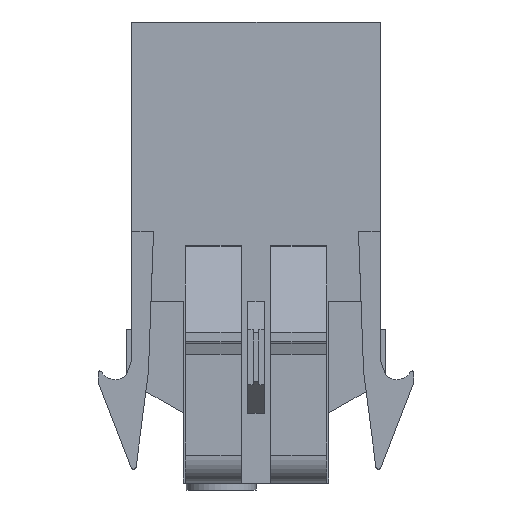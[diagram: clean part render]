
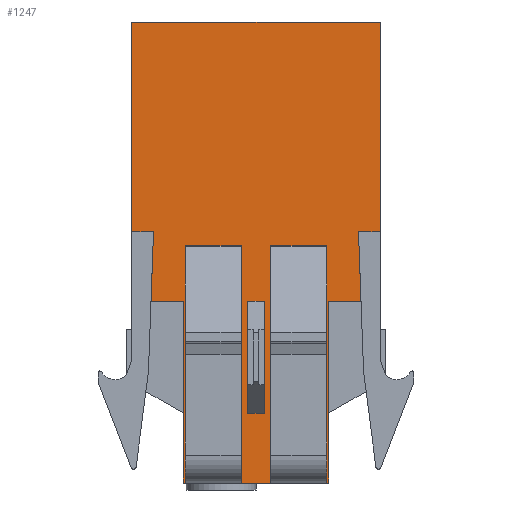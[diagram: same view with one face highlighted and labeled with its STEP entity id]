
A CAD part, front view. The second image highlights one B-rep face of the part: STEP entity #1247.
In plain terms, the highlighted planar face has unit normal (0, -1, 0).
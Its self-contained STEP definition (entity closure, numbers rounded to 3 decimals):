
#1085=AXIS2_PLACEMENT_3D('Plane Axis2P3D',#1082,#1083,#1084) ;
#97=CARTESIAN_POINT('Vertex',(6.1,5.9,0.5)) ;
#169=CARTESIAN_POINT('Vertex',(16.5,5.9,0.5)) ;
#172=CARTESIAN_POINT('Line Origine',(16.425,5.9,0.5)) ;
#176=CARTESIAN_POINT('Vertex',(16.35,5.9,0.5)) ;
#197=CARTESIAN_POINT('Vertex',(12.35,5.9,0.5)) ;
#200=CARTESIAN_POINT('Line Origine',(11.3,5.9,0.5)) ;
#204=CARTESIAN_POINT('Vertex',(10.25,5.9,0.5)) ;
#225=CARTESIAN_POINT('Vertex',(6.25,5.9,0.5)) ;
#228=CARTESIAN_POINT('Line Origine',(6.175,5.9,0.5)) ;
#980=CARTESIAN_POINT('Vertex',(20.2,5.9,33.5)) ;
#983=CARTESIAN_POINT('Line Origine',(20.2,5.9,26.)) ;
#987=CARTESIAN_POINT('Vertex',(20.2,5.9,18.5)) ;
#1082=CARTESIAN_POINT('Axis2P3D Location',(2.4,5.9,0.)) ;
#1087=CARTESIAN_POINT('Line Origine',(11.3,5.9,33.5)) ;
#1091=CARTESIAN_POINT('Vertex',(2.4,5.9,33.5)) ;
#1094=CARTESIAN_POINT('Line Origine',(2.4,5.9,26.)) ;
#1098=CARTESIAN_POINT('Vertex',(2.4,5.9,18.5)) ;
#1101=CARTESIAN_POINT('Line Origine',(3.183,5.9,18.5)) ;
#1105=CARTESIAN_POINT('Vertex',(3.966,5.9,18.5)) ;
#1108=CARTESIAN_POINT('Line Origine',(3.874,5.9,16.)) ;
#1112=CARTESIAN_POINT('Vertex',(3.783,5.9,13.5)) ;
#1115=CARTESIAN_POINT('Line Origine',(4.941,5.9,13.5)) ;
#1119=CARTESIAN_POINT('Vertex',(6.1,5.9,13.5)) ;
#1122=CARTESIAN_POINT('Line Origine',(6.1,5.9,7.)) ;
#1127=CARTESIAN_POINT('Line Origine',(6.25,5.9,1.4)) ;
#1131=CARTESIAN_POINT('Vertex',(6.25,5.9,2.3)) ;
#1134=CARTESIAN_POINT('Line Origine',(8.25,5.9,2.3)) ;
#1138=CARTESIAN_POINT('Vertex',(10.25,5.9,2.3)) ;
#1141=CARTESIAN_POINT('Line Origine',(10.25,5.9,1.4)) ;
#1146=CARTESIAN_POINT('Line Origine',(12.35,5.9,1.4)) ;
#1150=CARTESIAN_POINT('Vertex',(12.35,5.9,2.3)) ;
#1153=CARTESIAN_POINT('Line Origine',(14.35,5.9,2.3)) ;
#1157=CARTESIAN_POINT('Vertex',(16.35,5.9,2.3)) ;
#1160=CARTESIAN_POINT('Line Origine',(16.35,5.9,1.4)) ;
#1165=CARTESIAN_POINT('Line Origine',(16.5,5.9,7.)) ;
#1169=CARTESIAN_POINT('Vertex',(16.5,5.9,13.5)) ;
#1172=CARTESIAN_POINT('Line Origine',(17.659,5.9,13.5)) ;
#1176=CARTESIAN_POINT('Vertex',(18.817,5.9,13.5)) ;
#1179=CARTESIAN_POINT('Line Origine',(18.726,5.9,16.)) ;
#1183=CARTESIAN_POINT('Vertex',(18.634,5.9,18.5)) ;
#1186=CARTESIAN_POINT('Line Origine',(19.417,5.9,18.5)) ;
#1213=CARTESIAN_POINT('Line Origine',(11.3,5.9,13.5)) ;
#1217=CARTESIAN_POINT('Vertex',(10.7,5.9,13.5)) ;
#1219=CARTESIAN_POINT('Vertex',(11.9,5.9,13.5)) ;
#1222=CARTESIAN_POINT('Line Origine',(11.9,5.9,9.5)) ;
#1226=CARTESIAN_POINT('Vertex',(11.9,5.9,5.5)) ;
#1229=CARTESIAN_POINT('Line Origine',(11.3,5.9,5.5)) ;
#1233=CARTESIAN_POINT('Vertex',(10.7,5.9,5.5)) ;
#1236=CARTESIAN_POINT('Line Origine',(10.7,5.9,9.5)) ;
#173=DIRECTION('Vector Direction',(1.,0.,0.)) ;
#201=DIRECTION('Vector Direction',(1.,0.,0.)) ;
#229=DIRECTION('Vector Direction',(1.,0.,0.)) ;
#984=DIRECTION('Vector Direction',(0.,0.,1.)) ;
#1083=DIRECTION('Axis2P3D Direction',(0.,-1.,0.)) ;
#1084=DIRECTION('Axis2P3D XDirection',(1.,0.,0.)) ;
#1088=DIRECTION('Vector Direction',(1.,0.,0.)) ;
#1095=DIRECTION('Vector Direction',(0.,0.,1.)) ;
#1102=DIRECTION('Vector Direction',(1.,0.,0.)) ;
#1109=DIRECTION('Vector Direction',(-0.037,0.,-0.999)) ;
#1116=DIRECTION('Vector Direction',(1.,0.,0.)) ;
#1123=DIRECTION('Vector Direction',(0.,0.,1.)) ;
#1128=DIRECTION('Vector Direction',(0.,0.,1.)) ;
#1135=DIRECTION('Vector Direction',(1.,0.,0.)) ;
#1142=DIRECTION('Vector Direction',(0.,0.,1.)) ;
#1147=DIRECTION('Vector Direction',(0.,0.,1.)) ;
#1154=DIRECTION('Vector Direction',(1.,0.,0.)) ;
#1161=DIRECTION('Vector Direction',(0.,0.,1.)) ;
#1166=DIRECTION('Vector Direction',(0.,0.,1.)) ;
#1173=DIRECTION('Vector Direction',(-1.,0.,0.)) ;
#1180=DIRECTION('Vector Direction',(0.037,0.,-0.999)) ;
#1187=DIRECTION('Vector Direction',(-1.,0.,0.)) ;
#1214=DIRECTION('Vector Direction',(1.,0.,0.)) ;
#1223=DIRECTION('Vector Direction',(0.,0.,1.)) ;
#1230=DIRECTION('Vector Direction',(1.,0.,0.)) ;
#1237=DIRECTION('Vector Direction',(0.,0.,1.)) ;
#174=VECTOR('Line Direction',#173,1.) ;
#202=VECTOR('Line Direction',#201,1.) ;
#230=VECTOR('Line Direction',#229,1.) ;
#985=VECTOR('Line Direction',#984,1.) ;
#1089=VECTOR('Line Direction',#1088,1.) ;
#1096=VECTOR('Line Direction',#1095,1.) ;
#1103=VECTOR('Line Direction',#1102,1.) ;
#1110=VECTOR('Line Direction',#1109,1.) ;
#1117=VECTOR('Line Direction',#1116,1.) ;
#1124=VECTOR('Line Direction',#1123,1.) ;
#1129=VECTOR('Line Direction',#1128,1.) ;
#1136=VECTOR('Line Direction',#1135,1.) ;
#1143=VECTOR('Line Direction',#1142,1.) ;
#1148=VECTOR('Line Direction',#1147,1.) ;
#1155=VECTOR('Line Direction',#1154,1.) ;
#1162=VECTOR('Line Direction',#1161,1.) ;
#1167=VECTOR('Line Direction',#1166,1.) ;
#1174=VECTOR('Line Direction',#1173,1.) ;
#1181=VECTOR('Line Direction',#1180,1.) ;
#1188=VECTOR('Line Direction',#1187,1.) ;
#1215=VECTOR('Line Direction',#1214,1.) ;
#1224=VECTOR('Line Direction',#1223,1.) ;
#1231=VECTOR('Line Direction',#1230,1.) ;
#1238=VECTOR('Line Direction',#1237,1.) ;
#1192=ORIENTED_EDGE('',*,*,#989,.T.) ;
#1193=ORIENTED_EDGE('',*,*,#1093,.F.) ;
#1194=ORIENTED_EDGE('',*,*,#1100,.F.) ;
#1195=ORIENTED_EDGE('',*,*,#1107,.F.) ;
#1196=ORIENTED_EDGE('',*,*,#1114,.F.) ;
#1197=ORIENTED_EDGE('',*,*,#1121,.T.) ;
#1198=ORIENTED_EDGE('',*,*,#1126,.F.) ;
#1199=ORIENTED_EDGE('',*,*,#232,.T.) ;
#1200=ORIENTED_EDGE('',*,*,#1133,.F.) ;
#1201=ORIENTED_EDGE('',*,*,#1140,.T.) ;
#1202=ORIENTED_EDGE('',*,*,#1145,.T.) ;
#1203=ORIENTED_EDGE('',*,*,#206,.T.) ;
#1204=ORIENTED_EDGE('',*,*,#1152,.F.) ;
#1205=ORIENTED_EDGE('',*,*,#1159,.F.) ;
#1206=ORIENTED_EDGE('',*,*,#1164,.T.) ;
#1207=ORIENTED_EDGE('',*,*,#178,.T.) ;
#1208=ORIENTED_EDGE('',*,*,#1171,.T.) ;
#1209=ORIENTED_EDGE('',*,*,#1178,.T.) ;
#1210=ORIENTED_EDGE('',*,*,#1185,.F.) ;
#1211=ORIENTED_EDGE('',*,*,#1190,.F.) ;
#1242=ORIENTED_EDGE('',*,*,#1221,.T.) ;
#1243=ORIENTED_EDGE('',*,*,#1228,.T.) ;
#1244=ORIENTED_EDGE('',*,*,#1235,.F.) ;
#1245=ORIENTED_EDGE('',*,*,#1240,.F.) ;
#1246=FACE_BOUND('',#1241,.T.) ;
#1247=ADVANCED_FACE('Hauptkoerper',(#1212,#1246),#1086,.T.) ;
#178=EDGE_CURVE('',#177,#170,#175,.T.) ;
#206=EDGE_CURVE('',#205,#198,#203,.T.) ;
#232=EDGE_CURVE('',#98,#226,#231,.T.) ;
#989=EDGE_CURVE('',#988,#981,#986,.T.) ;
#1093=EDGE_CURVE('',#1092,#981,#1090,.T.) ;
#1100=EDGE_CURVE('',#1099,#1092,#1097,.T.) ;
#1107=EDGE_CURVE('',#1106,#1099,#1104,.F.) ;
#1114=EDGE_CURVE('',#1113,#1106,#1111,.F.) ;
#1121=EDGE_CURVE('',#1113,#1120,#1118,.T.) ;
#1126=EDGE_CURVE('',#98,#1120,#1125,.T.) ;
#1133=EDGE_CURVE('',#1132,#226,#1130,.F.) ;
#1140=EDGE_CURVE('',#1132,#1139,#1137,.T.) ;
#1145=EDGE_CURVE('',#1139,#205,#1144,.F.) ;
#1152=EDGE_CURVE('',#1151,#198,#1149,.F.) ;
#1159=EDGE_CURVE('',#1158,#1151,#1156,.F.) ;
#1164=EDGE_CURVE('',#1158,#177,#1163,.F.) ;
#1171=EDGE_CURVE('',#170,#1170,#1168,.T.) ;
#1178=EDGE_CURVE('',#1170,#1177,#1175,.F.) ;
#1185=EDGE_CURVE('',#1184,#1177,#1182,.T.) ;
#1190=EDGE_CURVE('',#988,#1184,#1189,.T.) ;
#1221=EDGE_CURVE('',#1218,#1220,#1216,.T.) ;
#1228=EDGE_CURVE('',#1220,#1227,#1225,.F.) ;
#1235=EDGE_CURVE('',#1234,#1227,#1232,.T.) ;
#1240=EDGE_CURVE('',#1218,#1234,#1239,.F.) ;
#1191=EDGE_LOOP('',(#1192,#1193,#1194,#1195,#1196,#1197,#1198,#1199,#1200,#1201,#1202,#1203,#1204,#1205,#1206,#1207,#1208,#1209,#1210,#1211)) ;
#1241=EDGE_LOOP('',(#1242,#1243,#1244,#1245)) ;
#1212=FACE_OUTER_BOUND('',#1191,.T.) ;
#175=LINE('Line',#172,#174) ;
#203=LINE('Line',#200,#202) ;
#231=LINE('Line',#228,#230) ;
#986=LINE('Line',#983,#985) ;
#1090=LINE('Line',#1087,#1089) ;
#1097=LINE('Line',#1094,#1096) ;
#1104=LINE('Line',#1101,#1103) ;
#1111=LINE('Line',#1108,#1110) ;
#1118=LINE('Line',#1115,#1117) ;
#1125=LINE('Line',#1122,#1124) ;
#1130=LINE('Line',#1127,#1129) ;
#1137=LINE('Line',#1134,#1136) ;
#1144=LINE('Line',#1141,#1143) ;
#1149=LINE('Line',#1146,#1148) ;
#1156=LINE('Line',#1153,#1155) ;
#1163=LINE('Line',#1160,#1162) ;
#1168=LINE('Line',#1165,#1167) ;
#1175=LINE('Line',#1172,#1174) ;
#1182=LINE('Line',#1179,#1181) ;
#1189=LINE('Line',#1186,#1188) ;
#1216=LINE('Line',#1213,#1215) ;
#1225=LINE('Line',#1222,#1224) ;
#1232=LINE('Line',#1229,#1231) ;
#1239=LINE('Line',#1236,#1238) ;
#1086=PLANE('',#1085) ;
#98=VERTEX_POINT('',#97) ;
#170=VERTEX_POINT('',#169) ;
#177=VERTEX_POINT('',#176) ;
#198=VERTEX_POINT('',#197) ;
#205=VERTEX_POINT('',#204) ;
#226=VERTEX_POINT('',#225) ;
#981=VERTEX_POINT('',#980) ;
#988=VERTEX_POINT('',#987) ;
#1092=VERTEX_POINT('',#1091) ;
#1099=VERTEX_POINT('',#1098) ;
#1106=VERTEX_POINT('',#1105) ;
#1113=VERTEX_POINT('',#1112) ;
#1120=VERTEX_POINT('',#1119) ;
#1132=VERTEX_POINT('',#1131) ;
#1139=VERTEX_POINT('',#1138) ;
#1151=VERTEX_POINT('',#1150) ;
#1158=VERTEX_POINT('',#1157) ;
#1170=VERTEX_POINT('',#1169) ;
#1177=VERTEX_POINT('',#1176) ;
#1184=VERTEX_POINT('',#1183) ;
#1218=VERTEX_POINT('',#1217) ;
#1220=VERTEX_POINT('',#1219) ;
#1227=VERTEX_POINT('',#1226) ;
#1234=VERTEX_POINT('',#1233) ;
